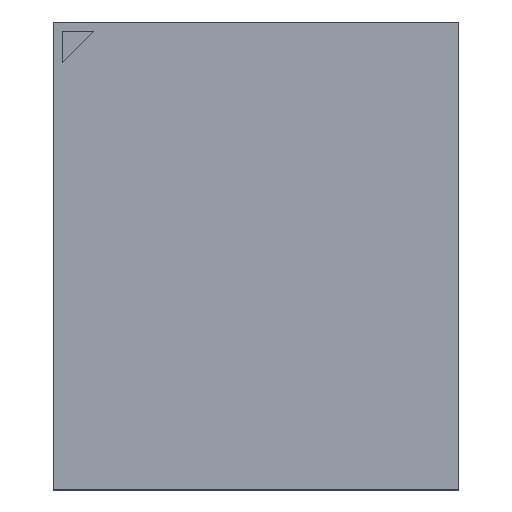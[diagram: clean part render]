
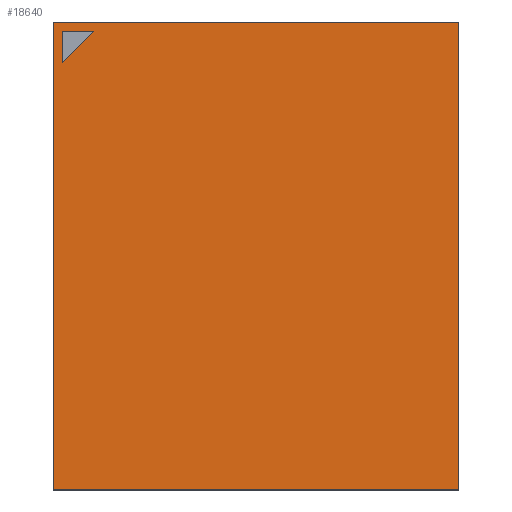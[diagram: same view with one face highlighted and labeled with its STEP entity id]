
A CAD part, top view. The second image highlights one B-rep face of the part: STEP entity #18640.
In plain terms, the highlighted planar face has unit normal (0, 0, 1).
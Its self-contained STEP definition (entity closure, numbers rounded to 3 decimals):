
#18411=CARTESIAN_POINT('',(-5.2,7.2,1.4));
#18412=VERTEX_POINT('',#18411);
#18419=CARTESIAN_POINT('',(-6.2,7.2,1.4));
#18420=VERTEX_POINT('',#18419);
#18421=CARTESIAN_POINT('',(-6.2,7.2,1.4));
#18422=DIRECTION('',(1.0,0.0,0.0));
#18423=VECTOR('',#18422,1.0);
#18424=LINE('',#18421,#18423);
#18425=EDGE_CURVE('',#18420,#18412,#18424,.T.);
#18450=CARTESIAN_POINT('',(-6.2,6.2,1.4));
#18451=VERTEX_POINT('',#18450);
#18452=CARTESIAN_POINT('',(-6.2,6.2,1.4));
#18453=DIRECTION('',(0.0,1.0,0.0));
#18454=VECTOR('',#18453,1.0);
#18455=LINE('',#18452,#18454);
#18456=EDGE_CURVE('',#18451,#18420,#18455,.T.);
#18479=CARTESIAN_POINT('',(-5.2,7.2,1.4));
#18480=DIRECTION('',(-0.707,-0.707,0.0));
#18481=VECTOR('',#18480,1.414);
#18482=LINE('',#18479,#18481);
#18483=EDGE_CURVE('',#18412,#18451,#18482,.T.);
#18505=CARTESIAN_POINT('',(-6.5,-7.5,1.4));
#18506=VERTEX_POINT('',#18505);
#18507=CARTESIAN_POINT('',(-6.5,7.5,1.4));
#18508=VERTEX_POINT('',#18507);
#18509=CARTESIAN_POINT('',(-6.5,-7.5,1.4));
#18510=DIRECTION('',(0.0,1.0,0.0));
#18511=VECTOR('',#18510,15.0);
#18512=LINE('',#18509,#18511);
#18513=EDGE_CURVE('',#18506,#18508,#18512,.T.);
#18576=CARTESIAN_POINT('',(6.5,7.5,1.4));
#18577=VERTEX_POINT('',#18576);
#18578=CARTESIAN_POINT('',(6.5,-7.5,1.4));
#18579=VERTEX_POINT('',#18578);
#18580=CARTESIAN_POINT('',(6.5,7.5,1.4));
#18581=DIRECTION('',(0.0,-1.0,0.0));
#18582=VECTOR('',#18581,15.0);
#18583=LINE('',#18580,#18582);
#18584=EDGE_CURVE('',#18577,#18579,#18583,.T.);
#18607=CARTESIAN_POINT('',(6.5,-7.5,1.4));
#18608=DIRECTION('',(-1.0,0.0,0.0));
#18609=VECTOR('',#18608,13.0);
#18610=LINE('',#18607,#18609);
#18611=EDGE_CURVE('',#18579,#18506,#18610,.T.);
#18619=CARTESIAN_POINT('',(0.0,0.0,1.4));
#18620=DIRECTION('',(0.0,0.0,1.0));
#18621=DIRECTION('',(1.0,0.0,0.0));
#18622=AXIS2_PLACEMENT_3D('',#18619,#18620,#18621);
#18623=PLANE('',#18622);
#18624=ORIENTED_EDGE('',*,*,#18584,.F.);
#18625=CARTESIAN_POINT('',(-6.5,7.5,1.4));
#18626=DIRECTION('',(1.0,0.0,0.0));
#18627=VECTOR('',#18626,13.0);
#18628=LINE('',#18625,#18627);
#18629=EDGE_CURVE('',#18508,#18577,#18628,.T.);
#18630=ORIENTED_EDGE('',*,*,#18629,.F.);
#18631=ORIENTED_EDGE('',*,*,#18513,.F.);
#18632=ORIENTED_EDGE('',*,*,#18611,.F.);
#18633=EDGE_LOOP('',(#18624,#18630,#18631,#18632));
#18634=FACE_OUTER_BOUND('',#18633,.T.);
#18635=ORIENTED_EDGE('',*,*,#18425,.T.);
#18636=ORIENTED_EDGE('',*,*,#18483,.T.);
#18637=ORIENTED_EDGE('',*,*,#18456,.T.);
#18638=EDGE_LOOP('',(#18635,#18636,#18637));
#18639=FACE_BOUND('',#18638,.T.);
#18640=ADVANCED_FACE('',(#18634,#18639),#18623,.T.);
